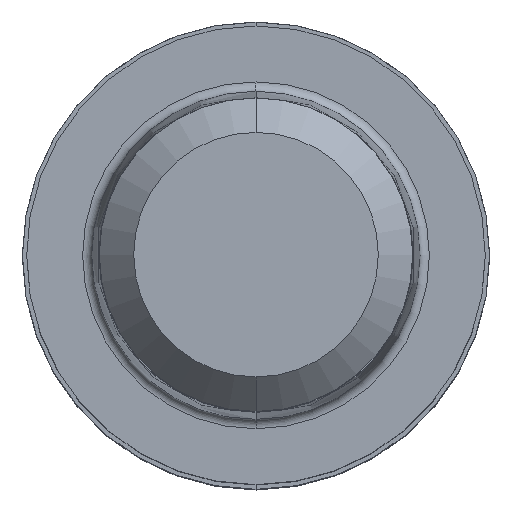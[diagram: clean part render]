
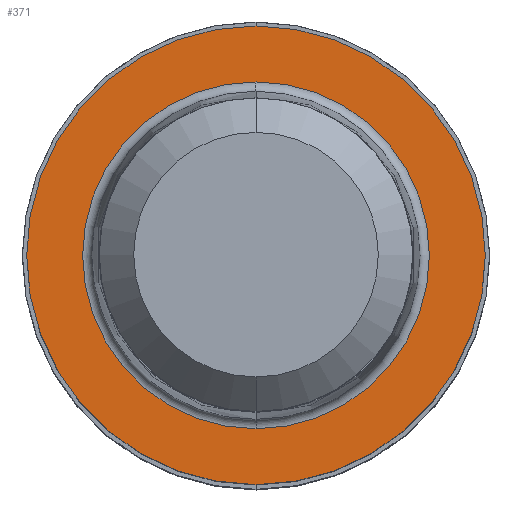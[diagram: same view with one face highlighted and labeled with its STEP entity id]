
A CAD part, top view. The second image highlights one B-rep face of the part: STEP entity #371.
In plain terms, the highlighted planar face has unit normal (0, 0, 1).
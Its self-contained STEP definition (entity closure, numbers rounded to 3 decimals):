
#195=VERTEX_POINT('',#515);
#227=EDGE_CURVE('',#433,#325,#550,.T.);
#243=EDGE_CURVE('',#325,#433,#570,.T.);
#325=VERTEX_POINT('',#662);
#371=ADVANCED_FACE('',(#716,#717),#718,.T.);
#429=EDGE_CURVE('',#463,#195,#783,.T.);
#433=VERTEX_POINT('',#788);
#463=VERTEX_POINT('',#820);
#471=EDGE_CURVE('',#195,#463,#829,.T.);
#515=CARTESIAN_POINT('',(0.,-7.85,0.01));
#550=CIRCLE('',#921,5.935);
#570=CIRCLE('',#944,5.935);
#662=CARTESIAN_POINT('',(0.,-5.935,0.01));
#716=FACE_OUTER_BOUND('',#1132,.T.);
#717=FACE_BOUND('',#1133,.T.);
#718=PLANE('',#1134);
#783=CIRCLE('',#1216,7.85);
#788=CARTESIAN_POINT('',(0.0,5.935,0.01));
#820=CARTESIAN_POINT('',(0.0,7.85,0.01));
#829=CIRCLE('',#1272,7.85);
#921=AXIS2_PLACEMENT_3D('',#1337,#1338,#1339);
#944=AXIS2_PLACEMENT_3D('',#1370,#1371,#1372);
#1132=EDGE_LOOP('',(#1572,#1573));
#1133=EDGE_LOOP('',(#1574,#1575));
#1134=AXIS2_PLACEMENT_3D('',#1576,#1577,#1578);
#1216=AXIS2_PLACEMENT_3D('',#1655,#1656,#1657);
#1272=AXIS2_PLACEMENT_3D('',#1711,#1712,#1713);
#1337=CARTESIAN_POINT('',(0.0,0.0,0.01));
#1338=DIRECTION('',(0.0,0.0,-1.0));
#1339=DIRECTION('',(0.0,1.0,0.0));
#1370=CARTESIAN_POINT('',(0.0,0.0,0.01));
#1371=DIRECTION('',(0.0,0.0,-1.0));
#1372=DIRECTION('',(0.0,1.0,0.0));
#1572=ORIENTED_EDGE('',*,*,#429,.F.);
#1573=ORIENTED_EDGE('',*,*,#471,.F.);
#1574=ORIENTED_EDGE('',*,*,#227,.T.);
#1575=ORIENTED_EDGE('',*,*,#243,.T.);
#1576=CARTESIAN_POINT('',(0.0,3.925,0.01));
#1577=DIRECTION('',(-0.0,0.0,1.0));
#1578=DIRECTION('',(0.0,-1.0,0.0));
#1655=CARTESIAN_POINT('',(0.0,0.0,0.01));
#1656=DIRECTION('',(0.0,0.0,-1.0));
#1657=DIRECTION('',(0.0,1.0,0.0));
#1711=CARTESIAN_POINT('',(0.0,0.0,0.01));
#1712=DIRECTION('',(0.0,0.0,-1.0));
#1713=DIRECTION('',(0.0,1.0,0.0));
